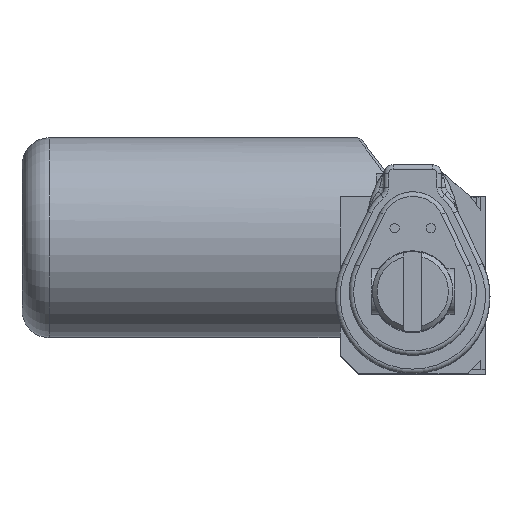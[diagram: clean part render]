
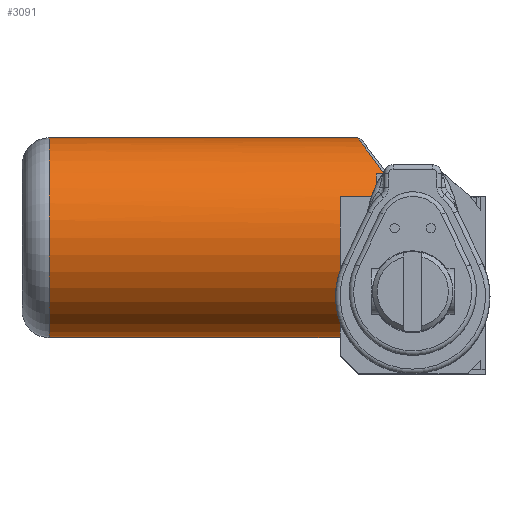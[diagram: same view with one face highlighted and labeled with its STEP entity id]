
A CAD part, top view. The second image highlights one B-rep face of the part: STEP entity #3091.
In plain terms, the highlighted cylindrical face has radius 34.925 mm (diameter 69.85 mm), a full revolution.
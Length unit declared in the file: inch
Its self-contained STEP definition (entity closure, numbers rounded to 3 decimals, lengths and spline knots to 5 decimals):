
#47=ELLIPSE('',#3390,2.01764,1.375);
#50=ELLIPSE('',#3396,1.69104,1.375);
#135=B_SPLINE_CURVE_WITH_KNOTS('',3,(#6002,#6003,#6004,#6005,#6006),
 .UNSPECIFIED.,.F.,.F.,(4,1,4),(0.,0.13616,0.3177),
 .UNSPECIFIED.);
#138=B_SPLINE_CURVE_WITH_KNOTS('',3,(#6094,#6095,#6096,#6097),
 .UNSPECIFIED.,.F.,.F.,(4,4),(2.46011,2.57602),
 .UNSPECIFIED.);
#351=LINE('',#6100,#542);
#354=LINE('',#6113,#545);
#355=LINE('',#6117,#546);
#356=LINE('',#6120,#547);
#357=LINE('',#6122,#548);
#358=LINE('',#6126,#549);
#542=VECTOR('',#4006,0.73249);
#545=VECTOR('',#4019,1.375);
#546=VECTOR('',#4022,0.5);
#547=VECTOR('',#4025,0.10938);
#548=VECTOR('',#4026,0.15125);
#549=VECTOR('',#4029,1.875);
#696=CYLINDRICAL_SURFACE('',#3401,1.375);
#802=FACE_OUTER_BOUND('',#998,.T.);
#998=EDGE_LOOP('',(#2473,#2474,#2475,#2476,#2477,#2478,#2479,#2480,#2481,
#2482,#2483,#2484,#2485,#2486,#2487,#2488,#2489));
#1211=CIRCLE('',#3402,1.375);
#1212=CIRCLE('',#3403,1.375);
#1213=CIRCLE('',#3404,1.375);
#1214=CIRCLE('',#3405,1.375);
#1215=CIRCLE('',#3406,1.375);
#1216=CIRCLE('',#3407,1.375);
#1426=VERTEX_POINT('',#5927);
#1428=VERTEX_POINT('',#5951);
#1429=VERTEX_POINT('',#5991);
#1432=VERTEX_POINT('',#6000);
#1433=VERTEX_POINT('',#6042);
#1435=VERTEX_POINT('',#6072);
#1439=VERTEX_POINT('',#6109);
#1440=VERTEX_POINT('',#6110);
#1441=VERTEX_POINT('',#6112);
#1442=VERTEX_POINT('',#6114);
#1443=VERTEX_POINT('',#6116);
#1444=VERTEX_POINT('',#6118);
#1445=VERTEX_POINT('',#6121);
#1446=VERTEX_POINT('',#6123);
#1447=VERTEX_POINT('',#6125);
#1803=EDGE_CURVE('',#1428,#1426,#47,.T.);
#1808=EDGE_CURVE('',#1432,#1429,#135,.T.);
#1811=EDGE_CURVE('',#1429,#1433,#50,.T.);
#1814=EDGE_CURVE('',#1433,#1435,#138,.T.);
#1816=EDGE_CURVE('',#1426,#1432,#351,.T.);
#1821=EDGE_CURVE('',#1439,#1440,#1211,.T.);
#1822=EDGE_CURVE('',#1439,#1441,#354,.T.);
#1823=EDGE_CURVE('',#1442,#1441,#1212,.T.);
#1824=EDGE_CURVE('',#1443,#1442,#355,.T.);
#1825=EDGE_CURVE('',#1444,#1443,#1213,.T.);
#1826=EDGE_CURVE('',#1435,#1444,#356,.T.);
#1827=EDGE_CURVE('',#1445,#1428,#357,.T.);
#1828=EDGE_CURVE('',#1446,#1445,#1214,.T.);
#1829=EDGE_CURVE('',#1446,#1447,#358,.T.);
#1830=EDGE_CURVE('',#1441,#1447,#1215,.T.);
#1831=EDGE_CURVE('',#1440,#1439,#1216,.T.);
#2473=ORIENTED_EDGE('',*,*,#1821,.F.);
#2474=ORIENTED_EDGE('',*,*,#1822,.T.);
#2475=ORIENTED_EDGE('',*,*,#1823,.F.);
#2476=ORIENTED_EDGE('',*,*,#1824,.F.);
#2477=ORIENTED_EDGE('',*,*,#1825,.F.);
#2478=ORIENTED_EDGE('',*,*,#1826,.F.);
#2479=ORIENTED_EDGE('',*,*,#1814,.F.);
#2480=ORIENTED_EDGE('',*,*,#1811,.F.);
#2481=ORIENTED_EDGE('',*,*,#1808,.F.);
#2482=ORIENTED_EDGE('',*,*,#1816,.F.);
#2483=ORIENTED_EDGE('',*,*,#1803,.F.);
#2484=ORIENTED_EDGE('',*,*,#1827,.F.);
#2485=ORIENTED_EDGE('',*,*,#1828,.F.);
#2486=ORIENTED_EDGE('',*,*,#1829,.T.);
#2487=ORIENTED_EDGE('',*,*,#1830,.F.);
#2488=ORIENTED_EDGE('',*,*,#1822,.F.);
#2489=ORIENTED_EDGE('',*,*,#1831,.F.);
#3091=ADVANCED_FACE('',(#802),#696,.T.);
#3390=AXIS2_PLACEMENT_3D('',#5964,#3989,#3990);
#3396=AXIS2_PLACEMENT_3D('',#6046,#4001,#4002);
#3401=AXIS2_PLACEMENT_3D('',#6108,#4015,#4016);
#3402=AXIS2_PLACEMENT_3D('',#6111,#4017,#4018);
#3403=AXIS2_PLACEMENT_3D('',#6115,#4020,#4021);
#3404=AXIS2_PLACEMENT_3D('',#6119,#4023,#4024);
#3405=AXIS2_PLACEMENT_3D('',#6124,#4027,#4028);
#3406=AXIS2_PLACEMENT_3D('',#6127,#4030,#4031);
#3407=AXIS2_PLACEMENT_3D('',#6128,#4032,#4033);
#3989=DIRECTION('center_axis',(0.681,0.732,0.));
#3990=DIRECTION('ref_axis',(-0.732,0.681,0.));
#4001=DIRECTION('center_axis',(0.813,0.582,0.));
#4002=DIRECTION('ref_axis',(-0.582,0.813,0.));
#4006=DIRECTION('',(-1.,0.,0.));
#4015=DIRECTION('center_axis',(-1.,0.,0.));
#4016=DIRECTION('ref_axis',(0.,0.,-1.));
#4017=DIRECTION('center_axis',(-1.,0.,0.));
#4018=DIRECTION('ref_axis',(0.,0.,-1.));
#4019=DIRECTION('',(1.,0.,0.));
#4020=DIRECTION('center_axis',(1.,0.,0.));
#4021=DIRECTION('ref_axis',(0.,0.,-1.));
#4022=DIRECTION('',(-1.,0.,0.));
#4023=DIRECTION('center_axis',(1.,0.,0.));
#4024=DIRECTION('ref_axis',(0.,0.409,-0.912));
#4025=DIRECTION('',(-1.,0.,0.));
#4026=DIRECTION('',(-1.,0.,0.));
#4027=DIRECTION('center_axis',(1.,0.,0.));
#4028=DIRECTION('ref_axis',(0.,0.209,-0.978));
#4029=DIRECTION('',(-1.,0.,0.));
#4030=DIRECTION('center_axis',(1.,0.,0.));
#4031=DIRECTION('ref_axis',(0.,0.,-1.));
#4032=DIRECTION('center_axis',(-1.,0.,0.));
#4033=DIRECTION('ref_axis',(0.,0.,-1.));
#5927=CARTESIAN_POINT('',(0.41374,1.41369,-4.14236));
#5951=CARTESIAN_POINT('',(0.72375,1.125,-4.31718));
#5964=CARTESIAN_POINT('Origin',(1.3278,0.5625,-3.0625));
#5991=CARTESIAN_POINT('',(-0.41875,1.46607,-4.09893));
#6000=CARTESIAN_POINT('',(-0.31875,1.41369,-4.14236));
#6002=CARTESIAN_POINT('Ctrl Pts',(-0.31875,1.41369,-4.14236));
#6003=CARTESIAN_POINT('Ctrl Pts',(-0.33662,1.41369,-4.14236));
#6004=CARTESIAN_POINT('Ctrl Pts',(-0.37809,1.42362,-4.13463));
#6005=CARTESIAN_POINT('Ctrl Pts',(-0.40703,1.44969,-4.11321));
#6006=CARTESIAN_POINT('Ctrl Pts',(-0.41875,1.46607,-4.09893));
#6042=CARTESIAN_POINT('',(-0.41875,1.46607,-2.02607));
#6046=CARTESIAN_POINT('Origin',(0.22813,0.5625,-3.0625));
#6072=CARTESIAN_POINT('',(-0.39064,1.43749,-2.00184));
#6094=CARTESIAN_POINT('Ctrl Pts',(-0.41875,1.46607,-2.02607));
#6095=CARTESIAN_POINT('Ctrl Pts',(-0.41126,1.45562,-2.01696));
#6096=CARTESIAN_POINT('Ctrl Pts',(-0.40193,1.44575,-2.00866));
#6097=CARTESIAN_POINT('Ctrl Pts',(-0.39068,1.4375,-2.00184));
#6100=CARTESIAN_POINT('',(-1.,1.41369,-4.14236));
#6108=CARTESIAN_POINT('Origin',(-1.,0.5625,-3.0625));
#6109=CARTESIAN_POINT('',(-5.,0.5625,-1.6875));
#6110=CARTESIAN_POINT('',(-5.,0.5625,-4.4375));
#6111=CARTESIAN_POINT('Origin',(-5.,0.5625,-3.0625));
#6112=CARTESIAN_POINT('',(-1.,0.5625,-1.6875));
#6113=CARTESIAN_POINT('',(-1.,0.5625,-1.6875));
#6114=CARTESIAN_POINT('',(-1.,1.125,-1.80782));
#6115=CARTESIAN_POINT('Origin',(-1.,0.5625,-3.0625));
#6116=CARTESIAN_POINT('',(-0.5,1.125,-1.80782));
#6117=CARTESIAN_POINT('',(-1.,1.125,-1.80782));
#6118=CARTESIAN_POINT('',(-0.5,1.4375,-2.00184));
#6119=CARTESIAN_POINT('Origin',(-0.5,0.5625,-3.0625));
#6120=CARTESIAN_POINT('',(-1.,1.4375,-2.00184));
#6121=CARTESIAN_POINT('',(0.875,1.125,-4.31718));
#6122=CARTESIAN_POINT('',(-1.,1.125,-4.31718));
#6123=CARTESIAN_POINT('',(0.875,0.5625,-4.4375));
#6124=CARTESIAN_POINT('Origin',(0.875,0.5625,-3.0625));
#6125=CARTESIAN_POINT('',(-1.,0.5625,-4.4375));
#6126=CARTESIAN_POINT('',(-1.1875,0.5625,-4.4375));
#6127=CARTESIAN_POINT('Origin',(-1.,0.5625,-3.0625));
#6128=CARTESIAN_POINT('Origin',(-5.,0.5625,-3.0625));
